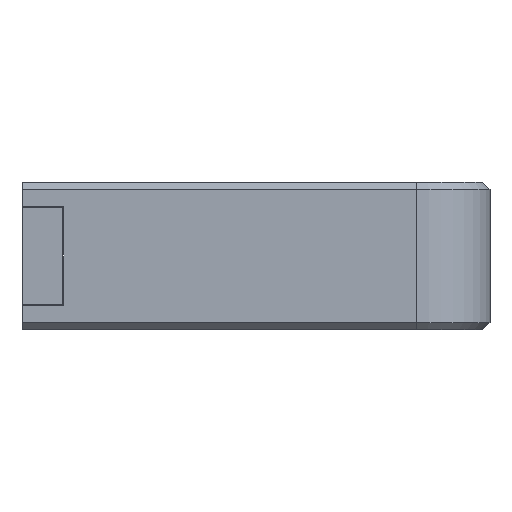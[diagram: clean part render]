
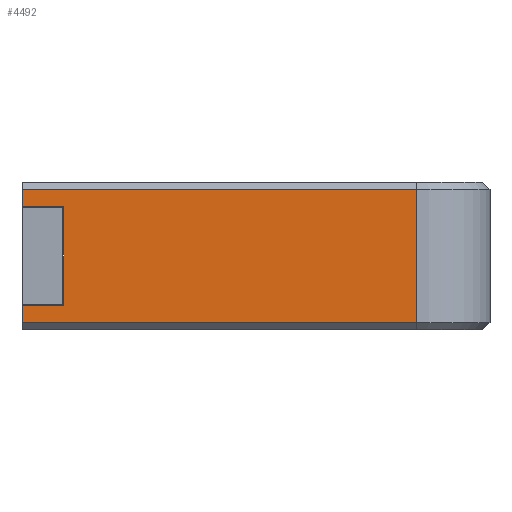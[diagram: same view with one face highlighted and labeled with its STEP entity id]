
A CAD part, left-side view. The second image highlights one B-rep face of the part: STEP entity #4492.
In plain terms, the highlighted planar face has unit normal (-1, 0, 0).
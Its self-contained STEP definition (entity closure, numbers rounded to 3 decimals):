
#1206=DIRECTION('',(0.,-1.,0.));
#1207=VECTOR('',#1206,16.);
#1208=CARTESIAN_POINT('',(0.,19.,5.7));
#1209=LINE('',#1208,#1207);
#1280=DIRECTION('',(0.,-1.,0.));
#1281=VECTOR('',#1280,1.7);
#1282=CARTESIAN_POINT('',(0.,19.,5.));
#1283=LINE('',#1282,#1281);
#1288=DIRECTION('',(0.,0.,-1.));
#1289=VECTOR('',#1288,0.7);
#1290=CARTESIAN_POINT('',(0.,19.,1.));
#1291=LINE('',#1290,#1289);
#1292=DIRECTION('',(0.,0.,-1.));
#1293=VECTOR('',#1292,0.7);
#1294=CARTESIAN_POINT('',(0.,19.,5.7));
#1295=LINE('',#1294,#1293);
#1300=DIRECTION('',(0.,0.,1.));
#1301=VECTOR('',#1300,5.4);
#1302=CARTESIAN_POINT('',(0.,3.,
0.3));
#1303=LINE('',#1302,#1301);
#1342=DIRECTION('',(0.,1.,0.));
#1343=VECTOR('',#1342,16.);
#1344=CARTESIAN_POINT('',(0.,3.,
0.3));
#1345=LINE('',#1344,#1343);
#1395=DIRECTION('',(0.,1.,0.));
#1396=VECTOR('',#1395,1.7);
#1397=CARTESIAN_POINT('',(0.,17.3,1.));
#1398=LINE('',#1397,#1396);
#1407=DIRECTION('',(0.,0.,1.));
#1408=VECTOR('',#1407,4.);
#1409=CARTESIAN_POINT('',(0.,17.3,1.));
#1410=LINE('',#1409,#1408);
#2853=CARTESIAN_POINT('',(0.,19.,5.7));
#2854=VERTEX_POINT('',#2853);
#2855=CARTESIAN_POINT('',(0.,19.,5.));
#2856=VERTEX_POINT('',#2855);
#2857=CARTESIAN_POINT('',(0.,19.,0.3));
#2858=VERTEX_POINT('',#2857);
#2859=CARTESIAN_POINT('',(0.,19.,1.));
#2860=VERTEX_POINT('',#2859);
#2861=CARTESIAN_POINT('',(0.,3.,
5.7));
#2862=VERTEX_POINT('',#2861);
#2863=CARTESIAN_POINT('',(0.,3.,
0.3));
#2864=VERTEX_POINT('',#2863);
#2865=CARTESIAN_POINT('',(0.,17.3,1.));
#2866=VERTEX_POINT('',#2865);
#2867=CARTESIAN_POINT('',(0.,17.3,5.));
#2868=VERTEX_POINT('',#2867);
#4472=CARTESIAN_POINT('',(0.,11.,3.));
#4473=DIRECTION('',(1.,0.,0.));
#4474=DIRECTION('',(0.,-1.,0.));
#4475=AXIS2_PLACEMENT_3D('',#4472,#4473,#4474);
#4476=PLANE('',#4475);
#4477=ORIENTED_EDGE('',*,*,#4364,.T.);
#4479=ORIENTED_EDGE('',*,*,#4478,.F.);
#4481=ORIENTED_EDGE('',*,*,#4480,.T.);
#4483=ORIENTED_EDGE('',*,*,#4482,.F.);
#4485=ORIENTED_EDGE('',*,*,#4484,.F.);
#4487=ORIENTED_EDGE('',*,*,#4486,.T.);
#4488=ORIENTED_EDGE('',*,*,#4465,.F.);
#4489=ORIENTED_EDGE('',*,*,#4346,.F.);
#4490=EDGE_LOOP('',(#4477,#4479,#4481,#4483,#4485,#4487,#4488,#4489));
#4491=FACE_OUTER_BOUND('',#4490,.F.);
#4492=ADVANCED_FACE('',(#4491),#4476,.F.);
#4346=EDGE_CURVE('',#2854,#2856,#1295,.T.);
#4364=EDGE_CURVE('',#2854,#2862,#1209,.T.);
#4465=EDGE_CURVE('',#2856,#2868,#1283,.T.);
#4478=EDGE_CURVE('',#2864,#2862,#1303,.T.);
#4480=EDGE_CURVE('',#2864,#2858,#1345,.T.);
#4482=EDGE_CURVE('',#2860,#2858,#1291,.T.);
#4484=EDGE_CURVE('',#2866,#2860,#1398,.T.);
#4486=EDGE_CURVE('',#2866,#2868,#1410,.T.);
